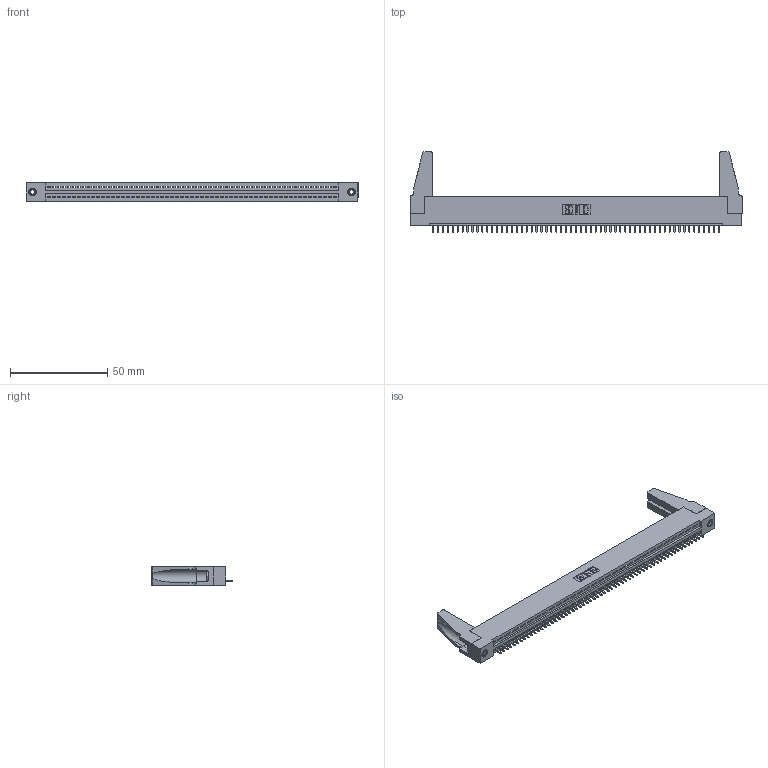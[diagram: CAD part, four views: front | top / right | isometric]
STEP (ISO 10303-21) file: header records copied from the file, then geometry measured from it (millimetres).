
FILE_DESCRIPTION (( 'STEP AP203' ), '1' );
FILE_NAME ('345-059-521-188.STEP', '2019-10-10T19:06:51', ( '' ), ( '' ), 'SwSTEP 2.0', 'SolidWorks 2016', '' );
FILE_SCHEMA (( 'CONFIG_CONTROL_DESIGN' ));
Length unit declared in the file: inch
Products named in the file (5): 345-292-001_345-293-121; 345-250-001_345-250-001-102; 345 Part_Flush Mounting Lugs - 0.156 Dia-TH; 345-059-521-188; 345-220-078_345-220-088
Assembly tree (64 placements, depth 2):
  345-059-521-188
    345 Part_Flush Mounting Lugs - 0.156 Dia-TH
    345-292-001_345-293-121  x59
    345-250-001_345-250-001-102  x2
    345-220-078_345-220-088  x2
Bounding box: 171.09 x 41.58 x 9.4 mm (x, y, z)
Volume: 19474.6 mm3; surface area: 24261.5 mm2
Topology: 64 solids, 64 shells, 3672 faces, 11039 edges, 7270 vertices
Faces by surface type: plane 2512, cylinder 1144, cone 12, torus 4
Entity records: 44282 total; most frequent: CARTESIAN_POINT 7659, ORIENTED_EDGE 7612, DIRECTION 6672, EDGE_CURVE 3806, VECTOR 3396, LINE 3396, VERTEX_POINT 2530, AXIS2_PLACEMENT_3D 1638
